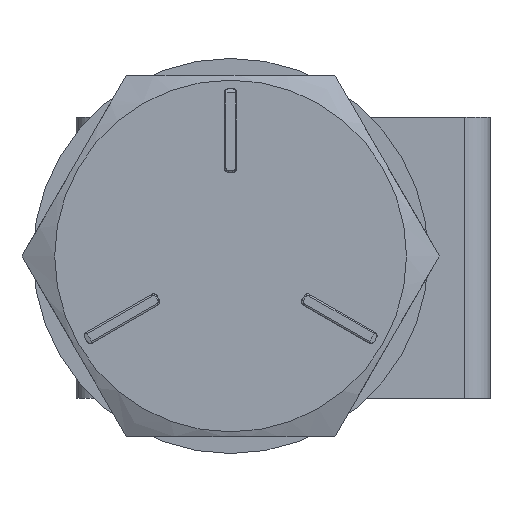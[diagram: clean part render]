
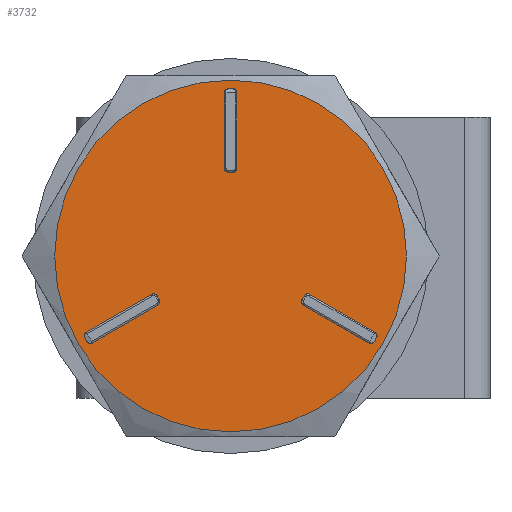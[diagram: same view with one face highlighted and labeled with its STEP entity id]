
A CAD part, left-side view. The second image highlights one B-rep face of the part: STEP entity #3732.
In plain terms, the highlighted face is planar.
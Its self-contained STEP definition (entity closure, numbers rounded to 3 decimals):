
#1977 = VERTEX_POINT('',#1978);
#1978 = CARTESIAN_POINT('',(4.217,21.831,
    2.951));
#2005 = EDGE_CURVE('',#1977,#1977,#2006,.T.);
#2006 = CIRCLE('',#2007,5.341);
#2007 = AXIS2_PLACEMENT_3D('',#2008,#2009,#2010);
#2008 = CARTESIAN_POINT('',(-0.408,21.831,
    0.28));
#2009 = DIRECTION('',(0.,1.,0.));
#2010 = DIRECTION('',(-0.866,0.,-0.5));
#2845 = VERTEX_POINT('',#2846);
#2846 = CARTESIAN_POINT('',(3.786,21.831,
    -2.361));
#2852 = EDGE_CURVE('',#2853,#2845,#2855,.T.);
#2853 = VERTEX_POINT('',#2854);
#2854 = CARTESIAN_POINT('',(1.806,21.831,
    -1.218));
#2855 = LINE('',#2856,#2857);
#2856 = CARTESIAN_POINT('',(1.696,21.831,
    -1.155));
#2857 = VECTOR('',#2858,1.);
#2858 = DIRECTION('',(0.866,0.,-0.5));
#2876 = VERTEX_POINT('',#2877);
#2877 = CARTESIAN_POINT('',(3.959,21.831,
    -2.315));
#2883 = EDGE_CURVE('',#2845,#2876,#2884,.T.);
#2884 = CIRCLE('',#2885,0.127);
#2885 = AXIS2_PLACEMENT_3D('',#2886,#2887,#2888);
#2886 = CARTESIAN_POINT('',(3.849,21.831,
    -2.251));
#2887 = DIRECTION('',(0.,-1.,0.));
#2888 = DIRECTION('',(0.259,0.,-0.966)
  );
#2901 = VERTEX_POINT('',#2902);
#2902 = CARTESIAN_POINT('',(4.023,21.831,
    -2.205));
#2908 = EDGE_CURVE('',#2876,#2901,#2909,.T.);
#2909 = LINE('',#2910,#2911);
#2910 = CARTESIAN_POINT('',(4.039,21.831,
    -2.177));
#2911 = VECTOR('',#2912,1.);
#2912 = DIRECTION('',(0.5,0.,0.866));
#2925 = VERTEX_POINT('',#2926);
#2926 = CARTESIAN_POINT('',(3.976,21.831,
    -2.031));
#2932 = EDGE_CURVE('',#2901,#2925,#2933,.T.);
#2933 = CIRCLE('',#2934,0.127);
#2934 = AXIS2_PLACEMENT_3D('',#2935,#2936,#2937);
#2935 = CARTESIAN_POINT('',(3.913,21.831,
    -2.141));
#2936 = DIRECTION('',(0.,-1.,0.));
#2937 = DIRECTION('',(0.966,0.,0.259)
  );
#3096 = VERTEX_POINT('',#3097);
#3097 = CARTESIAN_POINT('',(-0.218,21.831,
    5.233));
#3103 = EDGE_CURVE('',#3104,#3096,#3106,.T.);
#3104 = VERTEX_POINT('',#3105);
#3105 = CARTESIAN_POINT('',(-0.218,21.831,
    2.947));
#3106 = LINE('',#3107,#3108);
#3107 = CARTESIAN_POINT('',(-0.218,21.831,
    2.82));
#3108 = VECTOR('',#3109,1.);
#3109 = DIRECTION('',(0.,0.,1.));
#3127 = VERTEX_POINT('',#3128);
#3128 = CARTESIAN_POINT('',(-0.345,21.831,
    5.36));
#3134 = EDGE_CURVE('',#3096,#3127,#3135,.T.);
#3135 = CIRCLE('',#3136,0.127);
#3136 = AXIS2_PLACEMENT_3D('',#3137,#3138,#3139);
#3137 = CARTESIAN_POINT('',(-0.345,21.831,
    5.233));
#3138 = DIRECTION('',(0.,-1.,0.));
#3139 = DIRECTION('',(0.707,0.,0.707)
  );
#3152 = VERTEX_POINT('',#3153);
#3153 = CARTESIAN_POINT('',(-0.472,21.831,
    5.36));
#3159 = EDGE_CURVE('',#3127,#3152,#3160,.T.);
#3160 = LINE('',#3161,#3162);
#3161 = CARTESIAN_POINT('',(-0.504,21.831,
    5.36));
#3162 = VECTOR('',#3163,1.);
#3163 = DIRECTION('',(-1.,0.,0.));
#3176 = VERTEX_POINT('',#3177);
#3177 = CARTESIAN_POINT('',(-0.599,21.831,
    5.233));
#3183 = EDGE_CURVE('',#3152,#3176,#3184,.T.);
#3184 = CIRCLE('',#3185,0.127);
#3185 = AXIS2_PLACEMENT_3D('',#3186,#3187,#3188);
#3186 = CARTESIAN_POINT('',(-0.472,21.831,
    5.233));
#3187 = DIRECTION('',(0.,-1.,0.));
#3188 = DIRECTION('',(-0.707,0.,0.707
    ));
#3201 = VERTEX_POINT('',#3202);
#3202 = CARTESIAN_POINT('',(1.997,21.831,
    -0.888));
#3208 = EDGE_CURVE('',#2925,#3201,#3209,.T.);
#3209 = LINE('',#3210,#3211);
#3210 = CARTESIAN_POINT('',(0.787,21.831,
    -0.19));
#3211 = VECTOR('',#3212,1.);
#3212 = DIRECTION('',(-0.866,0.,0.5));
#3225 = EDGE_CURVE('',#3226,#2853,#3228,.T.);
#3226 = VERTEX_POINT('',#3227);
#3227 = CARTESIAN_POINT('',(1.76,21.831,
    -1.045));
#3228 = CIRCLE('',#3229,0.127);
#3229 = AXIS2_PLACEMENT_3D('',#3230,#3231,#3232);
#3230 = CARTESIAN_POINT('',(1.87,21.831,
    -1.108));
#3231 = DIRECTION('',(0.,-1.,0.));
#3232 = DIRECTION('',(-0.966,0.,
    -0.259));
#3250 = EDGE_CURVE('',#3251,#3226,#3253,.T.);
#3251 = VERTEX_POINT('',#3252);
#3252 = CARTESIAN_POINT('',(1.823,21.831,
    -0.935));
#3253 = LINE('',#3254,#3255);
#3254 = CARTESIAN_POINT('',(1.744,21.831,
    -1.072));
#3255 = VECTOR('',#3256,1.);
#3256 = DIRECTION('',(-0.5,0.,-0.866));
#3274 = EDGE_CURVE('',#3201,#3251,#3275,.T.);
#3275 = CIRCLE('',#3276,0.127);
#3276 = AXIS2_PLACEMENT_3D('',#3277,#3278,#3279);
#3277 = CARTESIAN_POINT('',(1.933,21.831,
    -0.998));
#3278 = DIRECTION('',(0.,-1.,0.));
#3279 = DIRECTION('',(-0.259,0.,0.966
    ));
#3292 = VERTEX_POINT('',#3293);
#3293 = CARTESIAN_POINT('',(-0.599,21.831,
    2.947));
#3299 = EDGE_CURVE('',#3176,#3292,#3300,.T.);
#3300 = LINE('',#3301,#3302);
#3301 = CARTESIAN_POINT('',(-0.599,21.831,
    1.55));
#3302 = VECTOR('',#3303,1.);
#3303 = DIRECTION('',(0.,0.,-1.));
#3316 = EDGE_CURVE('',#3317,#3104,#3319,.T.);
#3317 = VERTEX_POINT('',#3318);
#3318 = CARTESIAN_POINT('',(-0.345,21.831,
    2.82));
#3319 = CIRCLE('',#3320,0.127);
#3320 = AXIS2_PLACEMENT_3D('',#3321,#3322,#3323);
#3321 = CARTESIAN_POINT('',(-0.345,21.831,
    2.947));
#3322 = DIRECTION('',(0.,-1.,0.));
#3323 = DIRECTION('',(0.707,0.,-0.707)
  );
#3341 = EDGE_CURVE('',#3342,#3317,#3344,.T.);
#3342 = VERTEX_POINT('',#3343);
#3343 = CARTESIAN_POINT('',(-0.472,21.831,
    2.82));
#3344 = LINE('',#3345,#3346);
#3345 = CARTESIAN_POINT('',(-0.313,21.831,
    2.82));
#3346 = VECTOR('',#3347,1.);
#3347 = DIRECTION('',(1.,0.,0.));
#3365 = EDGE_CURVE('',#3292,#3342,#3366,.T.);
#3366 = CIRCLE('',#3367,0.127);
#3367 = AXIS2_PLACEMENT_3D('',#3368,#3369,#3370);
#3368 = CARTESIAN_POINT('',(-0.472,21.831,
    2.947));
#3369 = DIRECTION('',(0.,-1.,0.));
#3370 = DIRECTION('',(-0.707,0.,
    -0.707));
#3529 = VERTEX_POINT('',#3530);
#3530 = CARTESIAN_POINT('',(-4.793,21.831,
    -2.031));
#3536 = EDGE_CURVE('',#3537,#3529,#3539,.T.);
#3537 = VERTEX_POINT('',#3538);
#3538 = CARTESIAN_POINT('',(-2.813,21.831,
    -0.888));
#3539 = LINE('',#3540,#3541);
#3540 = CARTESIAN_POINT('',(-2.703,21.831,
    -0.825));
#3541 = VECTOR('',#3542,1.);
#3542 = DIRECTION('',(-0.866,0.,-0.5));
#3560 = VERTEX_POINT('',#3561);
#3561 = CARTESIAN_POINT('',(-4.84,21.831,
    -2.205));
#3567 = EDGE_CURVE('',#3529,#3560,#3568,.T.);
#3568 = CIRCLE('',#3569,0.127);
#3569 = AXIS2_PLACEMENT_3D('',#3570,#3571,#3572);
#3570 = CARTESIAN_POINT('',(-4.73,21.831,
    -2.141));
#3571 = DIRECTION('',(0.,-1.,0.));
#3572 = DIRECTION('',(-0.966,0.,0.259
    ));
#3585 = VERTEX_POINT('',#3586);
#3586 = CARTESIAN_POINT('',(-4.776,21.831,
    -2.315));
#3592 = EDGE_CURVE('',#3560,#3585,#3593,.T.);
#3593 = LINE('',#3594,#3595);
#3594 = CARTESIAN_POINT('',(-4.76,21.831,
    -2.342));
#3595 = VECTOR('',#3596,1.);
#3596 = DIRECTION('',(0.5,0.,-0.866));
#3609 = VERTEX_POINT('',#3610);
#3610 = CARTESIAN_POINT('',(-4.603,21.831,
    -2.361));
#3616 = EDGE_CURVE('',#3585,#3609,#3617,.T.);
#3617 = CIRCLE('',#3618,0.127);
#3618 = AXIS2_PLACEMENT_3D('',#3619,#3620,#3621);
#3619 = CARTESIAN_POINT('',(-4.666,21.831,
    -2.251));
#3620 = DIRECTION('',(0.,-1.,0.));
#3621 = DIRECTION('',(-0.259,0.,
    -0.966));
#3634 = VERTEX_POINT('',#3635);
#3635 = CARTESIAN_POINT('',(-2.623,21.831,
    -1.218));
#3641 = EDGE_CURVE('',#3609,#3634,#3642,.T.);
#3642 = LINE('',#3643,#3644);
#3643 = CARTESIAN_POINT('',(-1.413,21.831,
    -0.52));
#3644 = VECTOR('',#3645,1.);
#3645 = DIRECTION('',(0.866,0.,0.5));
#3658 = EDGE_CURVE('',#3659,#3537,#3661,.T.);
#3659 = VERTEX_POINT('',#3660);
#3660 = CARTESIAN_POINT('',(-2.64,21.831,
    -0.935));
#3661 = CIRCLE('',#3662,0.127);
#3662 = AXIS2_PLACEMENT_3D('',#3663,#3664,#3665);
#3663 = CARTESIAN_POINT('',(-2.75,21.831,
    -0.998));
#3664 = DIRECTION('',(0.,-1.,0.));
#3665 = DIRECTION('',(0.259,0.,0.966)
  );
#3683 = EDGE_CURVE('',#3684,#3659,#3686,.T.);
#3684 = VERTEX_POINT('',#3685);
#3685 = CARTESIAN_POINT('',(-2.576,21.831,
    -1.045));
#3686 = LINE('',#3687,#3688);
#3687 = CARTESIAN_POINT('',(-2.656,21.831,
    -0.907));
#3688 = VECTOR('',#3689,1.);
#3689 = DIRECTION('',(-0.5,0.,0.866));
#3707 = EDGE_CURVE('',#3634,#3684,#3708,.T.);
#3708 = CIRCLE('',#3709,0.127);
#3709 = AXIS2_PLACEMENT_3D('',#3710,#3711,#3712);
#3710 = CARTESIAN_POINT('',(-2.686,21.831,
    -1.108));
#3711 = DIRECTION('',(0.,-1.,0.));
#3712 = DIRECTION('',(0.966,0.,-0.259)
  );
#3732 = ADVANCED_FACE('',(#3733,#3736,#3746,#3756),#3766,.T.);
#3733 = FACE_BOUND('',#3734,.T.);
#3734 = EDGE_LOOP('',(#3735));
#3735 = ORIENTED_EDGE('',*,*,#2005,.T.);
#3736 = FACE_BOUND('',#3737,.T.);
#3737 = EDGE_LOOP('',(#3738,#3739,#3740,#3741,#3742,#3743,#3744,#3745));
#3738 = ORIENTED_EDGE('',*,*,#3250,.T.);
#3739 = ORIENTED_EDGE('',*,*,#3225,.T.);
#3740 = ORIENTED_EDGE('',*,*,#2852,.T.);
#3741 = ORIENTED_EDGE('',*,*,#2883,.T.);
#3742 = ORIENTED_EDGE('',*,*,#2908,.T.);
#3743 = ORIENTED_EDGE('',*,*,#2932,.T.);
#3744 = ORIENTED_EDGE('',*,*,#3208,.T.);
#3745 = ORIENTED_EDGE('',*,*,#3274,.T.);
#3746 = FACE_BOUND('',#3747,.T.);
#3747 = EDGE_LOOP('',(#3748,#3749,#3750,#3751,#3752,#3753,#3754,#3755));
#3748 = ORIENTED_EDGE('',*,*,#3341,.T.);
#3749 = ORIENTED_EDGE('',*,*,#3316,.T.);
#3750 = ORIENTED_EDGE('',*,*,#3103,.T.);
#3751 = ORIENTED_EDGE('',*,*,#3134,.T.);
#3752 = ORIENTED_EDGE('',*,*,#3159,.T.);
#3753 = ORIENTED_EDGE('',*,*,#3183,.T.);
#3754 = ORIENTED_EDGE('',*,*,#3299,.T.);
#3755 = ORIENTED_EDGE('',*,*,#3365,.T.);
#3756 = FACE_BOUND('',#3757,.T.);
#3757 = EDGE_LOOP('',(#3758,#3759,#3760,#3761,#3762,#3763,#3764,#3765));
#3758 = ORIENTED_EDGE('',*,*,#3683,.T.);
#3759 = ORIENTED_EDGE('',*,*,#3658,.T.);
#3760 = ORIENTED_EDGE('',*,*,#3536,.T.);
#3761 = ORIENTED_EDGE('',*,*,#3567,.T.);
#3762 = ORIENTED_EDGE('',*,*,#3592,.T.);
#3763 = ORIENTED_EDGE('',*,*,#3616,.T.);
#3764 = ORIENTED_EDGE('',*,*,#3641,.T.);
#3765 = ORIENTED_EDGE('',*,*,#3707,.T.);
#3766 = PLANE('',#3767);
#3767 = AXIS2_PLACEMENT_3D('',#3768,#3769,#3770);
#3768 = CARTESIAN_POINT('',(-0.408,21.831,
    0.28));
#3769 = DIRECTION('',(0.,1.,0.));
#3770 = DIRECTION('',(0.866,0.,0.5));
